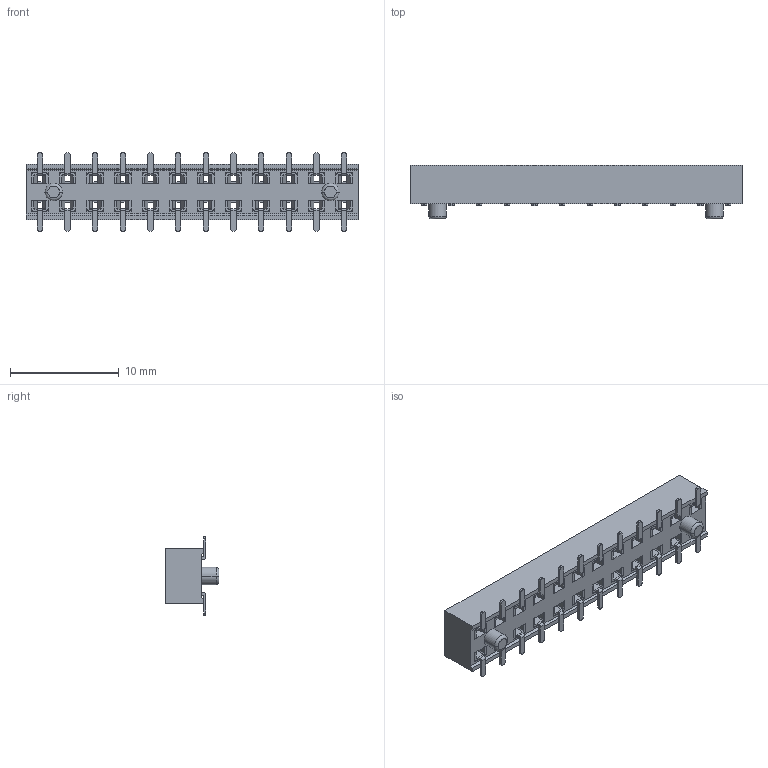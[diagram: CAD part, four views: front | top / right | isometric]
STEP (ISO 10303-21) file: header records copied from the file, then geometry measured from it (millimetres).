
FILE_DESCRIPTION((''),'2;1');
FILE_NAME('M20-7811245_ASM','2016-08-09T',('mperren'),(''),'CREO PARAMETRIC BY PTC INC, 2016050','CREO PARAMETRIC BY PTC INC, 2016050','');
FILE_SCHEMA(('CONFIG_CONTROL_DESIGN'));
Length unit declared in the file: millimetre
Products named in the file (3): M20-78112_MOULD; M20-781_CONTACT; M20-7811245_ASM
Assembly tree (25 placements, depth 2):
  M20-7811245_ASM
    M20-78112_MOULD
    M20-781_CONTACT  x24
Bounding box: 30.48 x 4.95 x 7.2 mm (x, y, z)
Volume: 447.6 mm3; surface area: 1290.9 mm2
Topology: 25 solids, 25 shells, 1388 faces, 3764 edges, 2452 vertices
Faces by surface type: plane 1044, cylinder 340, torus 4
Entity records: 14042 total; most frequent: CARTESIAN_POINT 1928, ORIENTED_EDGE 1870, DIRECTION 1787, PRESENTATION_STYLE_ASSIGNMENT 937, STYLED_ITEM 937, CURVE_STYLE 935, EDGE_CURVE 935, VECTOR 891
